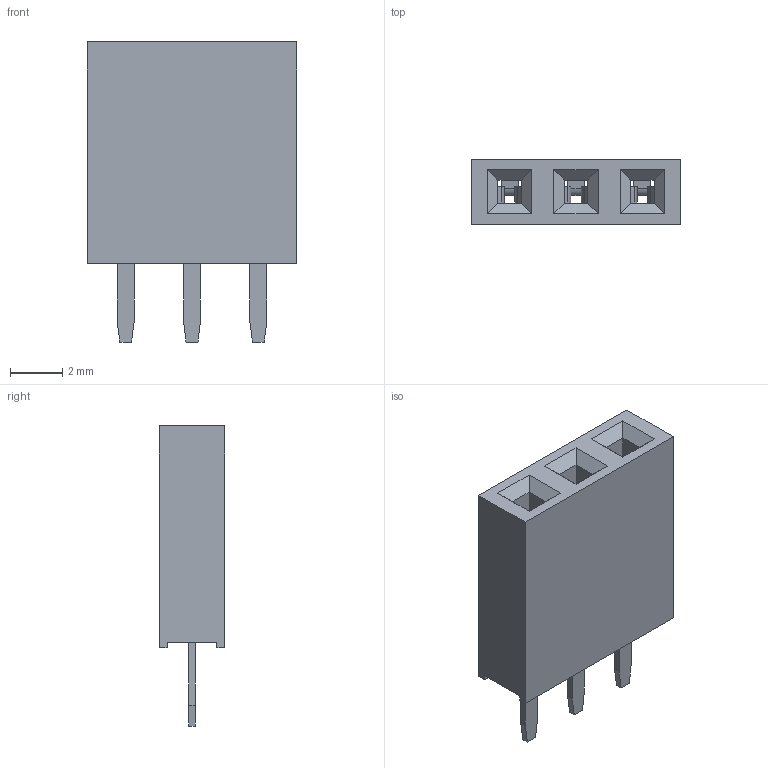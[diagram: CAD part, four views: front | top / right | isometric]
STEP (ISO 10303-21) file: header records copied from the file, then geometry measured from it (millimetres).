
FILE_DESCRIPTION(/* description */ (''),/* implementation_level */ '2;1');
FILE_NAME(/* name */ 'HARWIN_M20-7820346.stp',/* time_stamp */ '2016-03-03T16:11:49+01:00',/* author */ ('riccim'),/* organization */ (''),/* preprocessor_version */ 'ST-DEVELOPER v15.5',/* originating_system */ 'AutoCAD Mechanical',/* authorisation */ '');
FILE_SCHEMA (('AUTOMOTIVE_DESIGN { 1 0 10303 214 3 1 1 }'));
Length unit declared in the file: millimetre
Products named in the file (1): Product
Bounding box: 8.02 x 2.5 x 11.5 mm (x, y, z)
Volume: 126.7 mm3; surface area: 492.2 mm2
Topology: 4 solids, 4 shells, 256 faces, 675 edges, 430 vertices
Faces by surface type: plane 190, cylinder 66
Entity records: 7839 total; most frequent: CARTESIAN_POINT 1362, ORIENTED_EDGE 1350, DIRECTION 1321, EDGE_CURVE 675, LINE 543, VECTOR 543, VERTEX_POINT 430, AXIS2_PLACEMENT_3D 389
